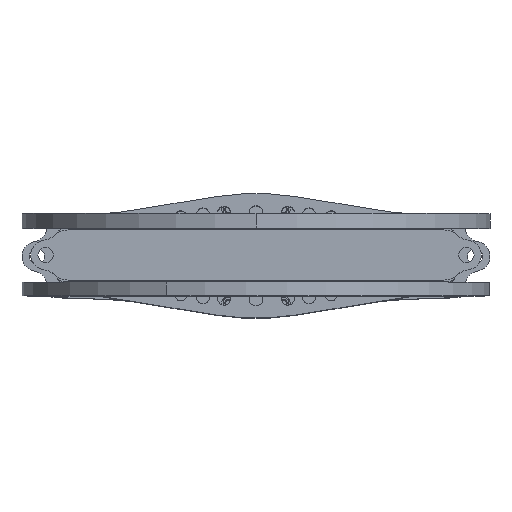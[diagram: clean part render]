
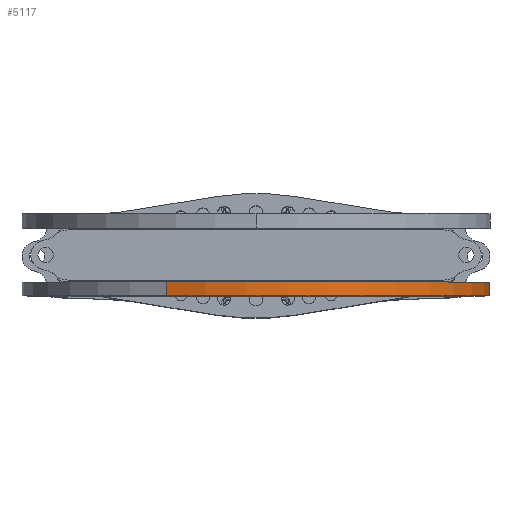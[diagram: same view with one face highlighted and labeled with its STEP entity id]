
A CAD part, top view. The second image highlights one B-rep face of the part: STEP entity #5117.
In plain terms, the highlighted cylindrical face has radius 298.45 mm (diameter 596.9 mm), a partial arc.
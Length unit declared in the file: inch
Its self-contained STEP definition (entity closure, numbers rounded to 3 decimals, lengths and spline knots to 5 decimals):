
#570 = FACE_OUTER_BOUND ( 'NONE', #32742, .T. ) ;
#1229 = DIRECTION ( 'NONE',  ( 0., -1., 0. ) ) ;
#1736 = ORIENTED_EDGE ( 'NONE', *, *, #4357, .T. ) ;
#2253 = VERTEX_POINT ( 'NONE', #33490 ) ;
#2689 = CYLINDRICAL_SURFACE ( 'NONE', #21055, 11.75 ) ;
#2911 = CARTESIAN_POINT ( 'NONE',  ( 0., -3.1326, 0. ) ) ;
#4357 = EDGE_CURVE ( 'NONE', #23135, #18135, #12942, .T. ) ;
#5117 = ADVANCED_FACE ( 'NONE', ( #570 ), #2689, .T. ) ;
#6547 = DIRECTION ( 'NONE',  ( -0.383, 0., 0.924 ) ) ;
#7008 = DIRECTION ( 'NONE',  ( -0.383, 0., 0.924 ) ) ;
#7747 = ORIENTED_EDGE ( 'NONE', *, *, #30407, .F. ) ;
#7861 = ORIENTED_EDGE ( 'NONE', *, *, #21956, .F. ) ;
#8321 = DIRECTION ( 'NONE',  ( 0., -1., 0. ) ) ;
#9381 = CARTESIAN_POINT ( 'NONE',  ( 0., -3.8201, 0. ) ) ;
#10969 = VECTOR ( 'NONE', #26874, 39.37008 ) ;
#12470 = DIRECTION ( 'NONE',  ( 0., -1., 0. ) ) ;
#12942 = LINE ( 'NONE', #34148, #33400 ) ;
#14602 = CARTESIAN_POINT ( 'NONE',  ( -4.49653, -3.1326, 10.85558 ) ) ;
#17003 = CARTESIAN_POINT ( 'NONE',  ( 0., -3.0701, 0. ) ) ;
#17906 = CARTESIAN_POINT ( 'NONE',  ( -4.49653, -3.8201, 10.85558 ) ) ;
#18135 = VERTEX_POINT ( 'NONE', #17906 ) ;
#18469 = CIRCLE ( 'NONE', #32274, 11.75 ) ;
#19035 = EDGE_CURVE ( 'NONE', #23135, #2253, #18469, .T. ) ;
#21055 = AXIS2_PLACEMENT_3D ( 'NONE', #17003, #8321, #7008 ) ;
#21913 = DIRECTION ( 'NONE',  ( 0.383, 0., -0.924 ) ) ;
#21956 = EDGE_CURVE ( 'NONE', #34402, #18135, #27274, .T. ) ;
#22141 = DIRECTION ( 'NONE',  ( 0., 1., 0. ) ) ;
#23135 = VERTEX_POINT ( 'NONE', #14602 ) ;
#23644 = AXIS2_PLACEMENT_3D ( 'NONE', #9381, #1229, #6547 ) ;
#25445 = LINE ( 'NONE', #26289, #10969 ) ;
#26289 = CARTESIAN_POINT ( 'NONE',  ( 4.49653, -3.0701, -10.85558 ) ) ;
#26874 = DIRECTION ( 'NONE',  ( 0., -1., 0. ) ) ;
#27274 = CIRCLE ( 'NONE', #23644, 11.75 ) ;
#28132 = CARTESIAN_POINT ( 'NONE',  ( 4.49653, -3.8201, -10.85558 ) ) ;
#30407 = EDGE_CURVE ( 'NONE', #2253, #34402, #25445, .T. ) ;
#32274 = AXIS2_PLACEMENT_3D ( 'NONE', #2911, #22141, #21913 ) ;
#32742 = EDGE_LOOP ( 'NONE', ( #7747, #34656, #1736, #7861 ) ) ;
#33400 = VECTOR ( 'NONE', #12470, 39.37008 ) ;
#33490 = CARTESIAN_POINT ( 'NONE',  ( 4.49653, -3.1326, -10.85558 ) ) ;
#34148 = CARTESIAN_POINT ( 'NONE',  ( -4.49653, -3.0701, 10.85558 ) ) ;
#34402 = VERTEX_POINT ( 'NONE', #28132 ) ;
#34656 = ORIENTED_EDGE ( 'NONE', *, *, #19035, .F. ) ;
